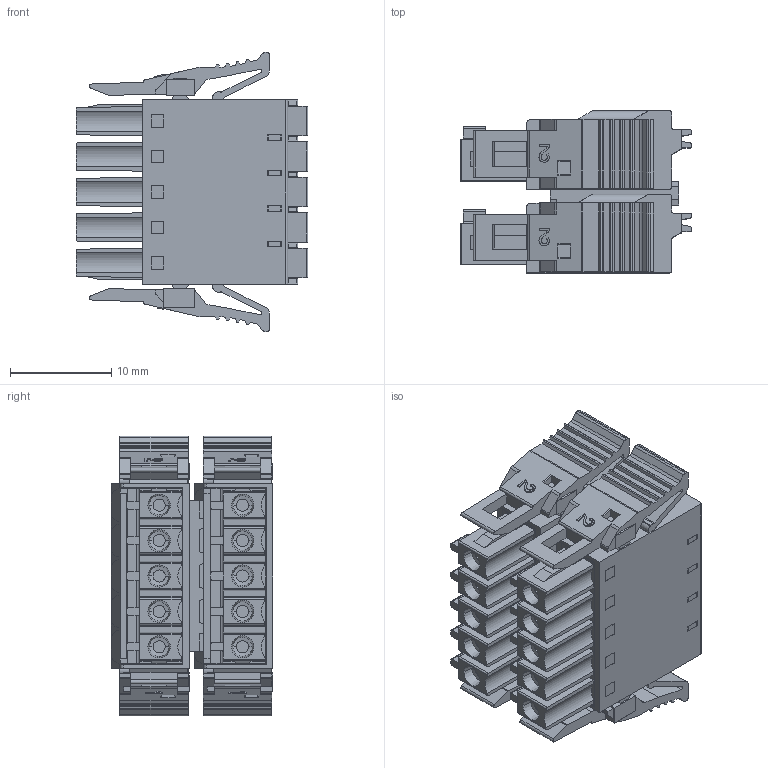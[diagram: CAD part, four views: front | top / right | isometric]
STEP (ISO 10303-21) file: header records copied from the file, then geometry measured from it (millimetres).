
FILE_DESCRIPTION((''),'2;1');
FILE_NAME('TLPSDL-007-10P-X','2024-09-25T',('sheji'),(''),'PRO/ENGINEER BY PARAMETRIC TECHNOLOGY CORPORATION, 2015240','PRO/ENGINEER BY PARAMETRIC TECHNOLOGY CORPORATION, 2015240','');
FILE_SCHEMA(('CONFIG_CONTROL_DESIGN'));
Length unit declared in the file: millimetre
Products named in the file (1): TLPSDL-007-10P-X
Bounding box: 22.9 x 16 x 27.6 mm (x, y, z)
Volume: 5086 mm3; surface area: 5268.4 mm2
Topology: 1 solids, 7 shells, 1630 faces, 4513 edges, 2952 vertices
Faces by surface type: plane 1056, cylinder 434, cone 80, extrusion 40, torus 20
Entity records: 52772 total; most frequent: CARTESIAN_POINT 10640, ORIENTED_EDGE 9026, DIRECTION 8431, EDGE_CURVE 4513, VECTOR 3387, LINE 3347, VERTEX_POINT 2952, AXIS2_PLACEMENT_3D 2522
